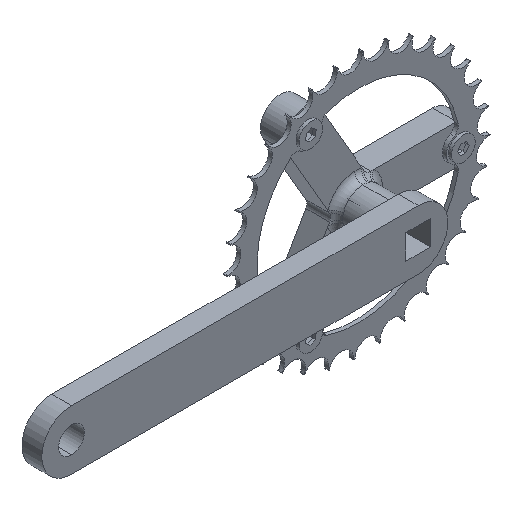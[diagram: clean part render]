
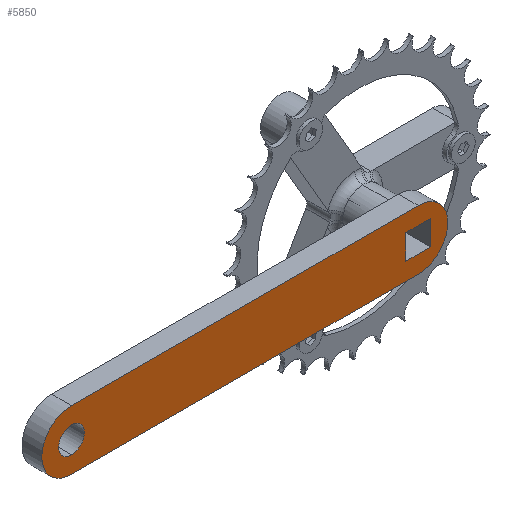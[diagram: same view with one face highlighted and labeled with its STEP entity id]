
A CAD part, isometric view. The second image highlights one B-rep face of the part: STEP entity #5850.
In plain terms, the highlighted planar face has unit normal (0, -1, 0).
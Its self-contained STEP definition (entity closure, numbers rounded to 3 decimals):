
#169 = VERTEX_POINT ( 'NONE', #3358 ) ;
#234 = LINE ( 'NONE', #690, #365 ) ;
#299 = VERTEX_POINT ( 'NONE', #2900 ) ;
#365 = VECTOR ( 'NONE', #2321, 1000. ) ;
#417 = CARTESIAN_POINT ( 'NONE',  ( -85.644, 0., 0. ) ) ;
#487 = VECTOR ( 'NONE', #5615, 1000. ) ;
#690 = CARTESIAN_POINT ( 'NONE',  ( -85.644, 0., 15. ) ) ;
#881 = EDGE_CURVE ( 'NONE', #1108, #3205, #234, .T. ) ;
#890 = EDGE_LOOP ( 'NONE', ( #1142, #4781, #2329, #4571 ) ) ;
#1001 = DIRECTION ( 'NONE',  ( 0., 1., 0. ) ) ;
#1108 = VERTEX_POINT ( 'NONE', #2996 ) ;
#1142 = ORIENTED_EDGE ( 'NONE', *, *, #4663, .F. ) ;
#1210 = CARTESIAN_POINT ( 'NONE',  ( 89.356, 0., 15. ) ) ;
#1223 = DIRECTION ( 'NONE',  ( 0., 1., 0. ) ) ;
#1238 = LINE ( 'NONE', #4243, #487 ) ;
#1332 = DIRECTION ( 'NONE',  ( 0., 1., 0. ) ) ;
#1354 = FACE_OUTER_BOUND ( 'NONE', #890, .T. ) ;
#1356 = CARTESIAN_POINT ( 'NONE',  ( -85.644, 0., 0. ) ) ;
#1420 = DIRECTION ( 'NONE',  ( 0., 0., 1. ) ) ;
#1453 = EDGE_CURVE ( 'NONE', #4475, #1542, #3152, .T. ) ;
#1518 = EDGE_CURVE ( 'NONE', #3205, #4475, #1870, .T. ) ;
#1542 = VERTEX_POINT ( 'NONE', #4726 ) ;
#1604 = EDGE_LOOP ( 'NONE', ( #4877, #4056 ) ) ;
#1699 = ORIENTED_EDGE ( 'NONE', *, *, #4196, .T. ) ;
#1750 = AXIS2_PLACEMENT_3D ( 'NONE', #1356, #3942, #3352 ) ;
#1870 = CIRCLE ( 'NONE', #4274, 15. ) ;
#1910 = LINE ( 'NONE', #3901, #2416 ) ;
#1986 = CIRCLE ( 'NONE', #5746, 15. ) ;
#2047 = VECTOR ( 'NONE', #3170, 1000. ) ;
#2146 = DIRECTION ( 'NONE',  ( 0., 0., 1. ) ) ;
#2163 = VECTOR ( 'NONE', #2428, 1000. ) ;
#2321 = DIRECTION ( 'NONE',  ( 1., 0., 0. ) ) ;
#2325 = EDGE_CURVE ( 'NONE', #5145, #2752, #1238, .T. ) ;
#2329 = ORIENTED_EDGE ( 'NONE', *, *, #1518, .F. ) ;
#2416 = VECTOR ( 'NONE', #5435, 1000. ) ;
#2428 = DIRECTION ( 'NONE',  ( -1., 0., 0. ) ) ;
#2455 = EDGE_CURVE ( 'NONE', #5890, #169, #3293, .T. ) ;
#2715 = CARTESIAN_POINT ( 'NONE',  ( 95.588, 0., 0. ) ) ;
#2752 = VERTEX_POINT ( 'NONE', #5764 ) ;
#2900 = CARTESIAN_POINT ( 'NONE',  ( 95.588, 0., -6.232 ) ) ;
#2996 = CARTESIAN_POINT ( 'NONE',  ( -85.644, 0., 15. ) ) ;
#3009 = ORIENTED_EDGE ( 'NONE', *, *, #6439, .T. ) ;
#3092 = DIRECTION ( 'NONE',  ( 0., 1., 0. ) ) ;
#3152 = LINE ( 'NONE', #4655, #4168 ) ;
#3170 = DIRECTION ( 'NONE',  ( 0., 0., -1. ) ) ;
#3198 = LINE ( 'NONE', #2715, #2047 ) ;
#3205 = VERTEX_POINT ( 'NONE', #1210 ) ;
#3211 = DIRECTION ( 'NONE',  ( 0., 0., 1. ) ) ;
#3292 = DIRECTION ( 'NONE',  ( 0., 0., 1. ) ) ;
#3293 = CIRCLE ( 'NONE', #4135, 6.548 ) ;
#3352 = DIRECTION ( 'NONE',  ( 0., 0., 1. ) ) ;
#3358 = CARTESIAN_POINT ( 'NONE',  ( -85.644, 0., 6.548 ) ) ;
#3477 = PLANE ( 'NONE',  #4063 ) ;
#3728 = EDGE_CURVE ( 'NONE', #299, #5145, #4456, .T. ) ;
#3768 = ORIENTED_EDGE ( 'NONE', *, *, #2325, .T. ) ;
#3901 = CARTESIAN_POINT ( 'NONE',  ( 0., 0., 6.232 ) ) ;
#3906 = FACE_BOUND ( 'NONE', #1604, .T. ) ;
#3942 = DIRECTION ( 'NONE',  ( 0., 1., 0. ) ) ;
#4056 = ORIENTED_EDGE ( 'NONE', *, *, #2455, .T. ) ;
#4063 = AXIS2_PLACEMENT_3D ( 'NONE', #417, #1001, #1420 ) ;
#4135 = AXIS2_PLACEMENT_3D ( 'NONE', #5287, #1332, #3292 ) ;
#4168 = VECTOR ( 'NONE', #5730, 1000. ) ;
#4196 = EDGE_CURVE ( 'NONE', #2752, #4395, #1910, .T. ) ;
#4243 = CARTESIAN_POINT ( 'NONE',  ( 83.124, 0., 0. ) ) ;
#4274 = AXIS2_PLACEMENT_3D ( 'NONE', #5670, #1223, #3211 ) ;
#4290 = EDGE_LOOP ( 'NONE', ( #5247, #3768, #1699, #3009 ) ) ;
#4395 = VERTEX_POINT ( 'NONE', #5691 ) ;
#4456 = LINE ( 'NONE', #6415, #2163 ) ;
#4475 = VERTEX_POINT ( 'NONE', #5207 ) ;
#4571 = ORIENTED_EDGE ( 'NONE', *, *, #881, .F. ) ;
#4655 = CARTESIAN_POINT ( 'NONE',  ( -85.644, 0., -15. ) ) ;
#4663 = EDGE_CURVE ( 'NONE', #1542, #1108, #1986, .T. ) ;
#4726 = CARTESIAN_POINT ( 'NONE',  ( -85.644, 0., -15. ) ) ;
#4781 = ORIENTED_EDGE ( 'NONE', *, *, #1453, .F. ) ;
#4877 = ORIENTED_EDGE ( 'NONE', *, *, #5605, .T. ) ;
#5130 = CARTESIAN_POINT ( 'NONE',  ( -85.644, 0., 0. ) ) ;
#5145 = VERTEX_POINT ( 'NONE', #5507 ) ;
#5207 = CARTESIAN_POINT ( 'NONE',  ( 89.356, 0., -15. ) ) ;
#5247 = ORIENTED_EDGE ( 'NONE', *, *, #3728, .T. ) ;
#5287 = CARTESIAN_POINT ( 'NONE',  ( -85.644, 0., 0. ) ) ;
#5435 = DIRECTION ( 'NONE',  ( 1., 0., 0. ) ) ;
#5440 = FACE_BOUND ( 'NONE', #4290, .T. ) ;
#5507 = CARTESIAN_POINT ( 'NONE',  ( 83.124, 0., -6.232 ) ) ;
#5605 = EDGE_CURVE ( 'NONE', #169, #5890, #5632, .T. ) ;
#5615 = DIRECTION ( 'NONE',  ( 0., 0., 1. ) ) ;
#5632 = CIRCLE ( 'NONE', #1750, 6.548 ) ;
#5670 = CARTESIAN_POINT ( 'NONE',  ( 89.356, 0., 0. ) ) ;
#5691 = CARTESIAN_POINT ( 'NONE',  ( 95.588, 0., 6.232 ) ) ;
#5730 = DIRECTION ( 'NONE',  ( -1., 0., 0. ) ) ;
#5746 = AXIS2_PLACEMENT_3D ( 'NONE', #5130, #3092, #2146 ) ;
#5764 = CARTESIAN_POINT ( 'NONE',  ( 83.124, 0., 6.232 ) ) ;
#5850 = ADVANCED_FACE ( 'NONE', ( #3906, #5440, #1354 ), #3477, .F. ) ;
#5890 = VERTEX_POINT ( 'NONE', #6454 ) ;
#6415 = CARTESIAN_POINT ( 'NONE',  ( 0., 0., -6.232 ) ) ;
#6439 = EDGE_CURVE ( 'NONE', #4395, #299, #3198, .T. ) ;
#6454 = CARTESIAN_POINT ( 'NONE',  ( -85.644, 0., -6.548 ) ) ;
